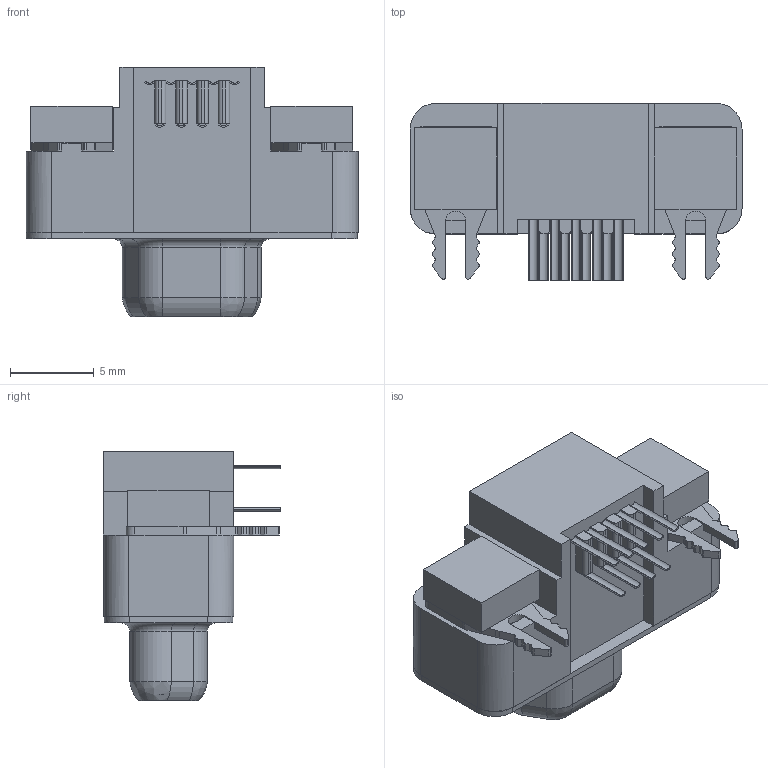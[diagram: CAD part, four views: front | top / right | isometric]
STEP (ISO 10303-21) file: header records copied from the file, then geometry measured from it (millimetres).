
FILE_DESCRIPTION((''),'2;1');
FILE_NAME('836119016','2015-12-11T',('ME'),(''),'PRO/ENGINEER BY PARAMETRIC TECHNOLOGY CORPORATION, 2011490','PRO/ENGINEER BY PARAMETRIC TECHNOLOGY CORPORATION, 2011490','');
FILE_SCHEMA(('CONFIG_CONTROL_DESIGN'));
Length unit declared in the file: millimetre
Products named in the file (1): 836119016
Bounding box: 19.85 x 10.59 x 14.91 mm (x, y, z)
Volume: 1368.6 mm3; surface area: 1257.2 mm2
Topology: 1 solids, 1 shells, 359 faces, 1018 edges, 679 vertices
Faces by surface type: plane 191, cylinder 134, sphere 18, torus 8, cone 4, bspline 4
Entity records: 11804 total; most frequent: CARTESIAN_POINT 2148, DIRECTION 2106, ORIENTED_EDGE 1956, EDGE_CURVE 978, AXIS2_PLACEMENT_3D 761, VERTEX_POINT 657, VECTOR 584, LINE 584
